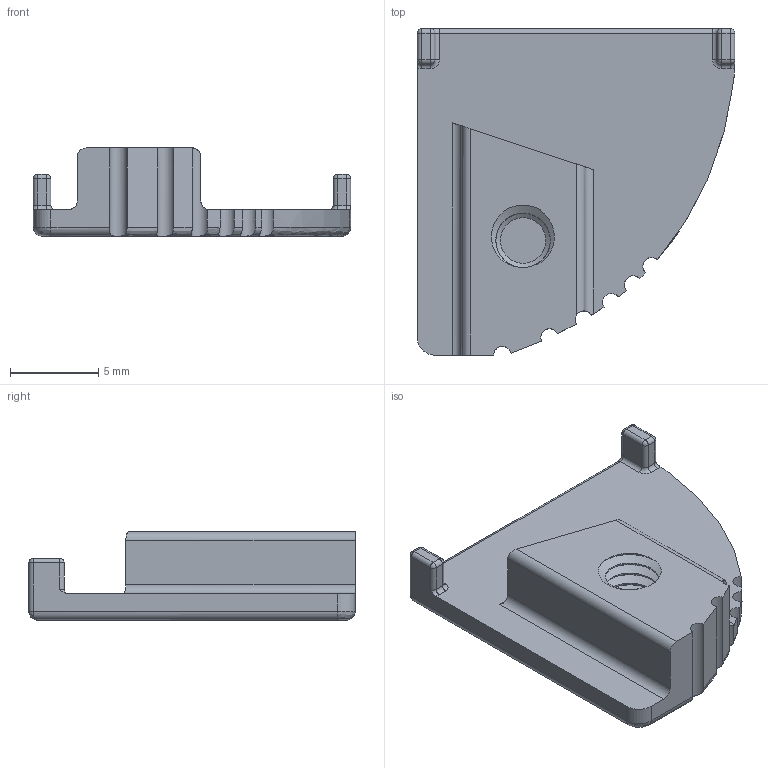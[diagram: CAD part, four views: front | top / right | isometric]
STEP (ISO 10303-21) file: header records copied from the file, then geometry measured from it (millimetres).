
FILE_DESCRIPTION(/* description */ (''),/* implementation_level */ '2;1');
FILE_NAME(/* name */ 'el_nub_bottom v26.step',/* time_stamp */ '2020-11-16T10:56:12-06:00',/* author */ (''),/* organization */ (''),/* preprocessor_version */ 'ST-DEVELOPER v18.1',/* originating_system */ 'Autodesk Translation Framework v9.3.0.1241',/* authorisation */ '');
FILE_SCHEMA (('AUTOMOTIVE_DESIGN { 1 0 10303 214 3 1 1 }'));
Length unit declared in the file: millimetre
Products named in the file (1): el_nub
Bounding box: 18 x 18.5 x 5 mm (x, y, z)
Volume: 642.2 mm3; surface area: 850.9 mm2
Topology: 1 solids, 1 shells, 104 faces, 256 edges, 153 vertices
Faces by surface type: cylinder 52, bspline 19, plane 17, sphere 8, torus 7, cone 1
Full cylindrical faces by diameter (mm): 3.091 x5, 4 x5
Entity records: 5145 total; most frequent: CARTESIAN_POINT 2923, ORIENTED_EDGE 492, DIRECTION 418, EDGE_CURVE 246, AXIS2_PLACEMENT_3D 166, VERTEX_POINT 149, EDGE_LOOP 101, FACE_OUTER_BOUND 100
